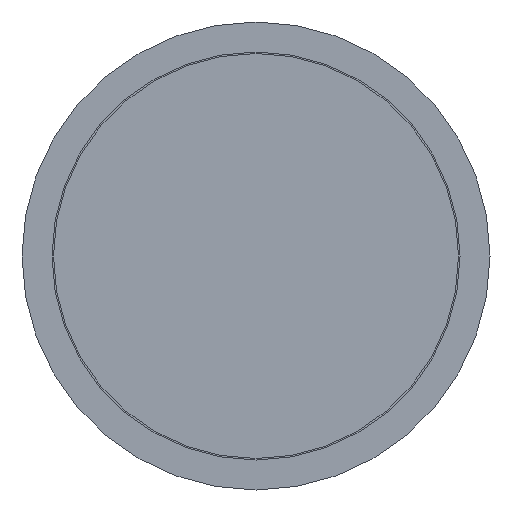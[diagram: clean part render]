
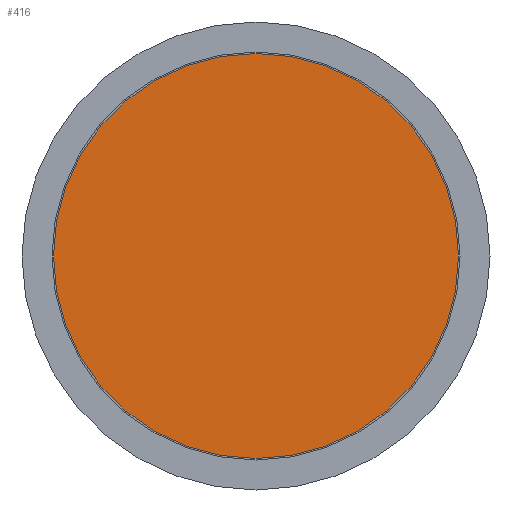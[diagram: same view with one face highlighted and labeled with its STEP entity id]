
A CAD part, front view. The second image highlights one B-rep face of the part: STEP entity #416.
In plain terms, the highlighted planar face has unit normal (0, -1, 0).
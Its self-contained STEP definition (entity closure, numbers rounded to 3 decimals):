
#11 = CARTESIAN_POINT ( 'NONE',  ( 0., 0., 0. ) ) ;
#57 = DIRECTION ( 'NONE',  ( 0., -1., 0. ) ) ;
#154 = CIRCLE ( 'NONE', #265, 33.75 ) ;
#156 = EDGE_CURVE ( 'NONE', #350, #350, #154, .T. ) ;
#190 = AXIS2_PLACEMENT_3D ( 'NONE', #222, #546, #348 ) ;
#222 = CARTESIAN_POINT ( 'NONE',  ( -33.75, 0., 0. ) ) ;
#265 = AXIS2_PLACEMENT_3D ( 'NONE', #11, #57, #479 ) ;
#289 = ORIENTED_EDGE ( 'NONE', *, *, #156, .T. ) ;
#296 = EDGE_LOOP ( 'NONE', ( #289 ) ) ;
#312 = CARTESIAN_POINT ( 'NONE',  ( 0., 0., -33.75 ) ) ;
#348 = DIRECTION ( 'NONE',  ( 0., 0., 1. ) ) ;
#350 = VERTEX_POINT ( 'NONE', #312 ) ;
#416 = ADVANCED_FACE ( 'NONE', ( #431 ), #548, .F. ) ;
#431 = FACE_OUTER_BOUND ( 'NONE', #296, .T. ) ;
#479 = DIRECTION ( 'NONE',  ( 0., 0., -1. ) ) ;
#546 = DIRECTION ( 'NONE',  ( 0., 1., 0. ) ) ;
#548 = PLANE ( 'NONE',  #190 ) ;
